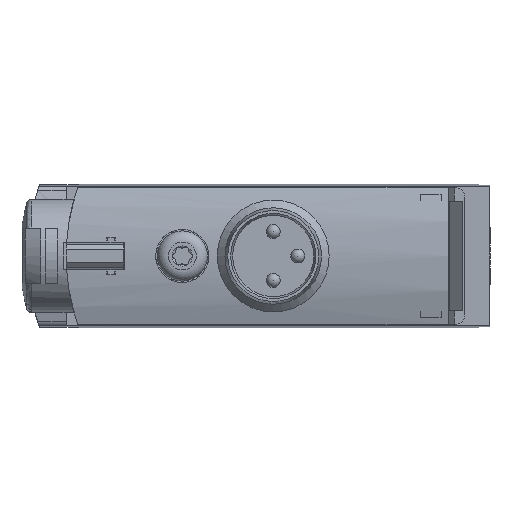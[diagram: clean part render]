
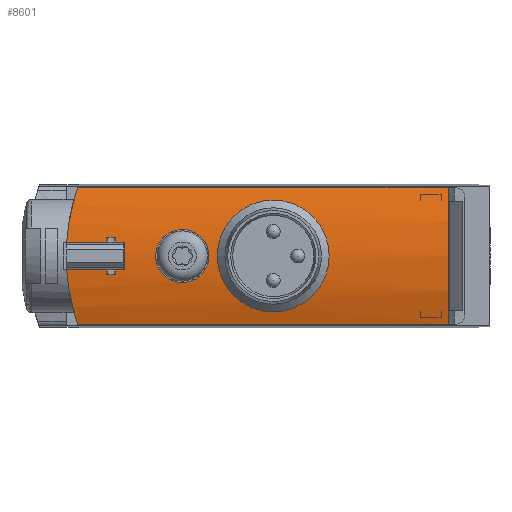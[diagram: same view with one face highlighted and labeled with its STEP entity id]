
A CAD part, left-side view. The second image highlights one B-rep face of the part: STEP entity #8601.
In plain terms, the highlighted cylindrical face has radius 15 mm (diameter 30 mm), a partial arc.
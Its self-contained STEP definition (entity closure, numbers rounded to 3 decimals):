
#562=CIRCLE('',#10872,15.);
#563=CIRCLE('',#10873,15.);
#564=CIRCLE('',#10874,15.);
#565=CIRCLE('',#10875,15.);
#566=CIRCLE('',#10876,15.);
#567=CIRCLE('',#10878,15.);
#719=ELLIPSE('',#10871,21.213,15.);
#720=ELLIPSE('',#10877,21.213,15.);
#1189=LINE('',#15236,#2056);
#1190=LINE('',#15241,#2057);
#1191=LINE('',#15245,#2058);
#1192=LINE('',#15249,#2059);
#1193=LINE('',#15253,#2060);
#1194=LINE('',#15257,#2061);
#1195=LINE('',#15261,#2062);
#1196=LINE('',#15265,#2063);
#2056=VECTOR('',#12605,1000.);
#2057=VECTOR('',#12608,1000.);
#2058=VECTOR('',#12611,1000.);
#2059=VECTOR('',#12614,1000.);
#2060=VECTOR('',#12617,1000.);
#2061=VECTOR('',#12620,1000.);
#2062=VECTOR('',#12623,1000.);
#2063=VECTOR('',#12626,1000.);
#3799=ORIENTED_EDGE('',*,*,#5606,.F.);
#3800=ORIENTED_EDGE('',*,*,#5607,.F.);
#3801=ORIENTED_EDGE('',*,*,#5608,.T.);
#3802=ORIENTED_EDGE('',*,*,#5609,.T.);
#3803=ORIENTED_EDGE('',*,*,#5610,.T.);
#3804=ORIENTED_EDGE('',*,*,#5611,.T.);
#3805=ORIENTED_EDGE('',*,*,#5612,.T.);
#3806=ORIENTED_EDGE('',*,*,#5613,.T.);
#3807=ORIENTED_EDGE('',*,*,#5614,.T.);
#3808=ORIENTED_EDGE('',*,*,#5615,.T.);
#3809=ORIENTED_EDGE('',*,*,#5616,.T.);
#3810=ORIENTED_EDGE('',*,*,#5617,.T.);
#3811=ORIENTED_EDGE('',*,*,#5618,.T.);
#3812=ORIENTED_EDGE('',*,*,#5619,.T.);
#3813=ORIENTED_EDGE('',*,*,#5620,.T.);
#3814=ORIENTED_EDGE('',*,*,#5621,.T.);
#3815=ORIENTED_EDGE('',*,*,#5622,.T.);
#3816=ORIENTED_EDGE('',*,*,#5623,.F.);
#5606=EDGE_CURVE('',#6635,#6635,#7036,.T.);
#5607=EDGE_CURVE('',#6636,#6637,#1189,.T.);
#5608=EDGE_CURVE('',#6636,#6638,#719,.T.);
#5609=EDGE_CURVE('',#6638,#6639,#1190,.T.);
#5610=EDGE_CURVE('',#6639,#6640,#562,.F.);
#5611=EDGE_CURVE('',#6640,#6641,#1191,.T.);
#5612=EDGE_CURVE('',#6641,#6642,#563,.F.);
#5613=EDGE_CURVE('',#6642,#6643,#1192,.T.);
#5614=EDGE_CURVE('',#6643,#6644,#564,.F.);
#5615=EDGE_CURVE('',#6644,#6645,#1193,.F.);
#5616=EDGE_CURVE('',#6645,#6646,#565,.F.);
#5617=EDGE_CURVE('',#6646,#6647,#1194,.F.);
#5618=EDGE_CURVE('',#6647,#6648,#566,.F.);
#5619=EDGE_CURVE('',#6648,#6649,#1195,.F.);
#5620=EDGE_CURVE('',#6649,#6650,#720,.T.);
#5621=EDGE_CURVE('',#6650,#6651,#1196,.T.);
#5622=EDGE_CURVE('',#6651,#6637,#567,.T.);
#5623=EDGE_CURVE('',#6652,#6652,#7037,.T.);
#6635=VERTEX_POINT('',#15235);
#6636=VERTEX_POINT('',#15237);
#6637=VERTEX_POINT('',#15238);
#6638=VERTEX_POINT('',#15240);
#6639=VERTEX_POINT('',#15242);
#6640=VERTEX_POINT('',#15244);
#6641=VERTEX_POINT('',#15246);
#6642=VERTEX_POINT('',#15248);
#6643=VERTEX_POINT('',#15250);
#6644=VERTEX_POINT('',#15252);
#6645=VERTEX_POINT('',#15254);
#6646=VERTEX_POINT('',#15256);
#6647=VERTEX_POINT('',#15258);
#6648=VERTEX_POINT('',#15260);
#6649=VERTEX_POINT('',#15262);
#6650=VERTEX_POINT('',#15264);
#6651=VERTEX_POINT('',#15266);
#6652=VERTEX_POINT('',#15279);
#7036=B_SPLINE_CURVE_WITH_KNOTS('',3,(#15224,#15225,#15226,#15227,#15228,
#15229,#15230,#15231,#15232,#15233,#15234),.UNSPECIFIED.,.T.,.F.,(1,1,1,
1,1,1,1,1,1,1,1,1,1,1,1),(-0.004,-0.003,-0.001,
0.,0.001,0.003,0.004,0.006,
0.007,0.009,0.01,0.012,
0.013,0.015,0.016),.UNSPECIFIED.);
#7037=B_SPLINE_CURVE_WITH_KNOTS('',3,(#15268,#15269,#15270,#15271,#15272,
#15273,#15274,#15275,#15276,#15277,#15278),.UNSPECIFIED.,.T.,.F.,(1,1,1,
1,1,1,1,1,1,1,1,1,1,1,1),(-0.008,-0.006,-0.003,
0.,0.003,0.006,0.008,0.011,
0.014,0.017,0.02,0.023,
0.025,0.028,0.031),.UNSPECIFIED.);
#7375=EDGE_LOOP('',(#3799));
#7376=EDGE_LOOP('',(#3800,#3801,#3802,#3803,#3804,#3805,#3806,#3807,#3808,
#3809,#3810,#3811,#3812,#3813,#3814,#3815));
#7377=EDGE_LOOP('',(#3816));
#7957=FACE_BOUND('',#7375,.T.);
#7958=FACE_BOUND('',#7376,.T.);
#7959=FACE_BOUND('',#7377,.T.);
#8278=CYLINDRICAL_SURFACE('',#10870,15.);
#8601=ADVANCED_FACE('',(#7957,#7958,#7959),#8278,.T.);
#10870=AXIS2_PLACEMENT_3D('',#15223,#12603,#12604);
#10871=AXIS2_PLACEMENT_3D('',#15239,#12606,#12607);
#10872=AXIS2_PLACEMENT_3D('',#15243,#12609,#12610);
#10873=AXIS2_PLACEMENT_3D('',#15247,#12612,#12613);
#10874=AXIS2_PLACEMENT_3D('',#15251,#12615,#12616);
#10875=AXIS2_PLACEMENT_3D('',#15255,#12618,#12619);
#10876=AXIS2_PLACEMENT_3D('',#15259,#12621,#12622);
#10877=AXIS2_PLACEMENT_3D('',#15263,#12624,#12625);
#10878=AXIS2_PLACEMENT_3D('',#15267,#12627,#12628);
#12603=DIRECTION('',(0.,-1.,0.));
#12604=DIRECTION('',(0.,0.,-1.));
#12605=DIRECTION('',(0.,-1.,0.));
#12606=DIRECTION('',(0.707,-0.707,0.));
#12607=DIRECTION('',(-0.707,-0.707,0.));
#12608=DIRECTION('',(0.,-1.,0.));
#12609=DIRECTION('',(0.,-1.,0.));
#12610=DIRECTION('',(0.,0.,-1.));
#12611=DIRECTION('',(0.,-1.,0.));
#12612=DIRECTION('',(0.,1.,0.));
#12613=DIRECTION('',(0.,0.,1.));
#12614=DIRECTION('',(0.,-1.,0.));
#12615=DIRECTION('',(0.,1.,0.));
#12616=DIRECTION('',(0.,0.,1.));
#12617=DIRECTION('',(0.,-1.,0.));
#12618=DIRECTION('',(0.,1.,0.));
#12619=DIRECTION('',(0.,0.,1.));
#12620=DIRECTION('',(0.,-1.,0.));
#12621=DIRECTION('',(0.,-1.,0.));
#12622=DIRECTION('',(0.,0.,-1.));
#12623=DIRECTION('',(0.,-1.,0.));
#12624=DIRECTION('',(0.707,-0.707,0.));
#12625=DIRECTION('',(-0.707,-0.707,0.));
#12626=DIRECTION('',(0.,-1.,0.));
#12627=DIRECTION('',(0.,1.,0.));
#12628=DIRECTION('',(1.,0.,0.));
#15223=CARTESIAN_POINT('',(-5.1,27.5,0.));
#15224=CARTESIAN_POINT('',(9.84,17.509,-1.488));
#15225=CARTESIAN_POINT('',(9.749,19.,-2.106));
#15226=CARTESIAN_POINT('',(9.84,20.489,-1.488));
#15227=CARTESIAN_POINT('',(9.93,21.105,-0.002));
#15228=CARTESIAN_POINT('',(9.84,20.49,1.489));
#15229=CARTESIAN_POINT('',(9.749,19.,2.105));
#15230=CARTESIAN_POINT('',(9.84,17.513,1.49));
#15231=CARTESIAN_POINT('',(9.93,16.894,0.002));
#15232=CARTESIAN_POINT('',(9.84,17.509,-1.488));
#15233=CARTESIAN_POINT('',(9.749,19.,-2.106));
#15234=CARTESIAN_POINT('',(9.84,20.489,-1.488));
#15235=CARTESIAN_POINT('',(9.779,19.,-1.9));
#15236=CARTESIAN_POINT('',(9.077,27.5,-4.9));
#15237=CARTESIAN_POINT('',(9.077,26.477,-4.9));
#15238=CARTESIAN_POINT('',(9.077,0.,-4.9));
#15239=CARTESIAN_POINT('',(-5.1,12.3,0.));
#15240=CARTESIAN_POINT('',(9.867,27.267,-1.));
#15241=CARTESIAN_POINT('',(9.867,27.5,-1.));
#15242=CARTESIAN_POINT('',(9.867,24.4,-1.));
#15243=CARTESIAN_POINT('',(-5.1,24.4,0.));
#15244=CARTESIAN_POINT('',(9.839,24.4,-1.35));
#15245=CARTESIAN_POINT('',(9.839,27.5,-1.35));
#15246=CARTESIAN_POINT('',(9.839,23.8,-1.35));
#15247=CARTESIAN_POINT('',(-5.1,23.8,0.));
#15248=CARTESIAN_POINT('',(9.867,23.8,-1.));
#15249=CARTESIAN_POINT('',(9.867,27.5,-1.));
#15250=CARTESIAN_POINT('',(9.867,23.1,-1.));
#15251=CARTESIAN_POINT('',(-5.1,23.1,0.));
#15252=CARTESIAN_POINT('',(9.867,23.1,1.));
#15253=CARTESIAN_POINT('',(9.867,27.5,1.));
#15254=CARTESIAN_POINT('',(9.867,23.8,1.));
#15255=CARTESIAN_POINT('',(-5.1,23.8,0.));
#15256=CARTESIAN_POINT('',(9.839,23.8,1.35));
#15257=CARTESIAN_POINT('',(9.839,27.5,1.35));
#15258=CARTESIAN_POINT('',(9.839,24.4,1.35));
#15259=CARTESIAN_POINT('',(-5.1,24.4,0.));
#15260=CARTESIAN_POINT('',(9.867,24.4,1.));
#15261=CARTESIAN_POINT('',(9.867,27.5,1.));
#15262=CARTESIAN_POINT('',(9.867,27.267,1.));
#15263=CARTESIAN_POINT('',(-5.1,12.3,0.));
#15264=CARTESIAN_POINT('',(9.077,26.477,4.9));
#15265=CARTESIAN_POINT('',(9.077,27.5,4.9));
#15266=CARTESIAN_POINT('',(9.077,0.,4.9));
#15267=CARTESIAN_POINT('',(-5.1,0.,0.));
#15268=CARTESIAN_POINT('',(9.684,15.324,2.819));
#15269=CARTESIAN_POINT('',(9.35,12.499,3.99));
#15270=CARTESIAN_POINT('',(9.684,9.679,2.819));
#15271=CARTESIAN_POINT('',(10.008,8.511,0.004));
#15272=CARTESIAN_POINT('',(9.684,9.679,-2.822));
#15273=CARTESIAN_POINT('',(9.351,12.498,-3.988));
#15274=CARTESIAN_POINT('',(9.683,15.318,-2.824));
#15275=CARTESIAN_POINT('',(10.008,16.49,-0.002));
#15276=CARTESIAN_POINT('',(9.684,15.324,2.819));
#15277=CARTESIAN_POINT('',(9.35,12.499,3.99));
#15278=CARTESIAN_POINT('',(9.684,9.679,2.819));
#15279=CARTESIAN_POINT('',(9.462,12.5,3.6));
